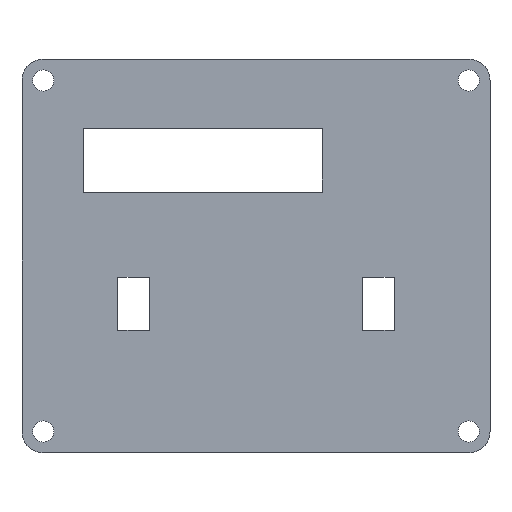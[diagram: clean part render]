
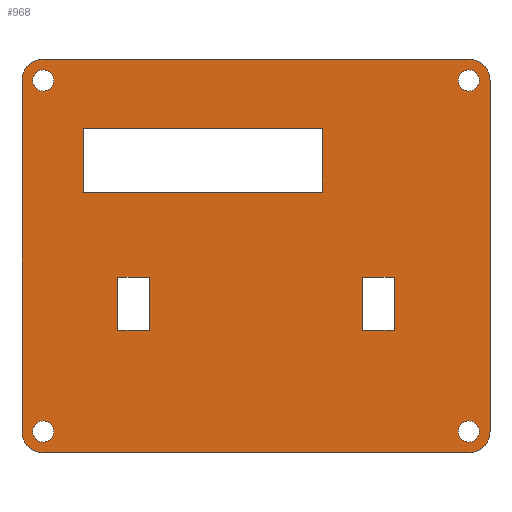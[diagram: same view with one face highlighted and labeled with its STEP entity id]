
A CAD part, top view. The second image highlights one B-rep face of the part: STEP entity #968.
In plain terms, the highlighted planar face has unit normal (0, 0, 1).
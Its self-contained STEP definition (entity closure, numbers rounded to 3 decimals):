
#36=CARTESIAN_POINT('Axis2P3D Location',(-40.,-33.,3.)) ;
#40=CARTESIAN_POINT('Vertex',(-40.,-37.,3.)) ;
#42=CARTESIAN_POINT('Vertex',(-44.,-33.,3.)) ;
#76=CARTESIAN_POINT('Line Origine',(-44.,0.,3.)) ;
#80=CARTESIAN_POINT('Vertex',(-44.,33.,3.)) ;
#107=CARTESIAN_POINT('Axis2P3D Location',(-40.,33.,3.)) ;
#111=CARTESIAN_POINT('Vertex',(-40.,37.,3.)) ;
#138=CARTESIAN_POINT('Line Origine',(0.,37.,3.)) ;
#142=CARTESIAN_POINT('Vertex',(40.,37.,3.)) ;
#169=CARTESIAN_POINT('Axis2P3D Location',(40.,33.,3.)) ;
#173=CARTESIAN_POINT('Vertex',(44.,33.,3.)) ;
#200=CARTESIAN_POINT('Line Origine',(44.,0.,3.)) ;
#204=CARTESIAN_POINT('Vertex',(44.,-33.,3.)) ;
#231=CARTESIAN_POINT('Axis2P3D Location',(40.,-33.,3.)) ;
#235=CARTESIAN_POINT('Vertex',(40.,-37.,3.)) ;
#262=CARTESIAN_POINT('Line Origine',(0.,-37.,3.)) ;
#290=CARTESIAN_POINT('Vertex',(38.,-33.,3.)) ;
#304=CARTESIAN_POINT('Vertex',(42.,-33.,3.)) ;
#307=CARTESIAN_POINT('Axis2P3D Location',(40.,-33.,3.)) ;
#324=CARTESIAN_POINT('Axis2P3D Location',(40.,-33.,3.)) ;
#347=CARTESIAN_POINT('Vertex',(-38.,-33.,3.)) ;
#361=CARTESIAN_POINT('Vertex',(-42.,-33.,3.)) ;
#364=CARTESIAN_POINT('Axis2P3D Location',(-40.,-33.,3.)) ;
#381=CARTESIAN_POINT('Axis2P3D Location',(-40.,-33.,3.)) ;
#404=CARTESIAN_POINT('Vertex',(-38.,33.,3.)) ;
#418=CARTESIAN_POINT('Vertex',(-42.,33.,3.)) ;
#421=CARTESIAN_POINT('Axis2P3D Location',(-40.,33.,3.)) ;
#438=CARTESIAN_POINT('Axis2P3D Location',(-40.,33.,3.)) ;
#461=CARTESIAN_POINT('Vertex',(38.,33.,3.)) ;
#475=CARTESIAN_POINT('Vertex',(42.,33.,3.)) ;
#478=CARTESIAN_POINT('Axis2P3D Location',(40.,33.,3.)) ;
#495=CARTESIAN_POINT('Axis2P3D Location',(40.,33.,3.)) ;
#518=CARTESIAN_POINT('Vertex',(26.,-14.,3.)) ;
#532=CARTESIAN_POINT('Vertex',(20.,-14.,3.)) ;
#535=CARTESIAN_POINT('Line Origine',(23.,-14.,3.)) ;
#558=CARTESIAN_POINT('Vertex',(26.,-4.,3.)) ;
#566=CARTESIAN_POINT('Line Origine',(26.,-9.,3.)) ;
#589=CARTESIAN_POINT('Vertex',(20.,-4.,3.)) ;
#597=CARTESIAN_POINT('Line Origine',(23.,-4.,3.)) ;
#619=CARTESIAN_POINT('Line Origine',(20.,-9.,3.)) ;
#642=CARTESIAN_POINT('Vertex',(-26.,-14.,3.)) ;
#656=CARTESIAN_POINT('Vertex',(-26.,-4.,3.)) ;
#659=CARTESIAN_POINT('Line Origine',(-26.,-9.,3.)) ;
#677=CARTESIAN_POINT('Vertex',(-20.,-14.,3.)) ;
#685=CARTESIAN_POINT('Line Origine',(-23.,-14.,3.)) ;
#708=CARTESIAN_POINT('Vertex',(-20.,-4.,3.)) ;
#716=CARTESIAN_POINT('Line Origine',(-20.,-9.,3.)) ;
#733=CARTESIAN_POINT('Line Origine',(-23.,-4.,3.)) ;
#756=CARTESIAN_POINT('Vertex',(12.5,12.,3.)) ;
#770=CARTESIAN_POINT('Vertex',(-32.5,12.,3.)) ;
#773=CARTESIAN_POINT('Line Origine',(-10.,12.,3.)) ;
#796=CARTESIAN_POINT('Vertex',(12.5,24.,3.)) ;
#804=CARTESIAN_POINT('Line Origine',(12.5,18.,3.)) ;
#827=CARTESIAN_POINT('Vertex',(-32.5,24.,3.)) ;
#835=CARTESIAN_POINT('Line Origine',(-10.,24.,3.)) ;
#857=CARTESIAN_POINT('Line Origine',(-32.5,18.,3.)) ;
#919=CARTESIAN_POINT('Axis2P3D Location',(0.,0.,3.)) ;
#78=VECTOR('Line Direction',#77,1.) ;
#140=VECTOR('Line Direction',#139,1.) ;
#202=VECTOR('Line Direction',#201,1.) ;
#264=VECTOR('Line Direction',#263,1.) ;
#537=VECTOR('Line Direction',#536,1.) ;
#568=VECTOR('Line Direction',#567,1.) ;
#599=VECTOR('Line Direction',#598,1.) ;
#621=VECTOR('Line Direction',#620,1.) ;
#661=VECTOR('Line Direction',#660,1.) ;
#687=VECTOR('Line Direction',#686,1.) ;
#718=VECTOR('Line Direction',#717,1.) ;
#735=VECTOR('Line Direction',#734,1.) ;
#775=VECTOR('Line Direction',#774,1.) ;
#806=VECTOR('Line Direction',#805,1.) ;
#837=VECTOR('Line Direction',#836,1.) ;
#859=VECTOR('Line Direction',#858,1.) ;
#37=DIRECTION('Axis2P3D Direction',(0.,0.,-1.)) ;
#77=DIRECTION('Vector Direction',(0.,1.,0.)) ;
#108=DIRECTION('Axis2P3D Direction',(0.,0.,-1.)) ;
#139=DIRECTION('Vector Direction',(-1.,0.,0.)) ;
#170=DIRECTION('Axis2P3D Direction',(0.,0.,-1.)) ;
#201=DIRECTION('Vector Direction',(0.,-1.,0.)) ;
#232=DIRECTION('Axis2P3D Direction',(0.,0.,-1.)) ;
#263=DIRECTION('Vector Direction',(1.,0.,0.)) ;
#308=DIRECTION('Axis2P3D Direction',(0.,0.,-1.)) ;
#325=DIRECTION('Axis2P3D Direction',(0.,0.,-1.)) ;
#365=DIRECTION('Axis2P3D Direction',(0.,0.,-1.)) ;
#382=DIRECTION('Axis2P3D Direction',(0.,0.,-1.)) ;
#422=DIRECTION('Axis2P3D Direction',(0.,0.,-1.)) ;
#439=DIRECTION('Axis2P3D Direction',(0.,0.,-1.)) ;
#479=DIRECTION('Axis2P3D Direction',(0.,0.,-1.)) ;
#496=DIRECTION('Axis2P3D Direction',(0.,0.,-1.)) ;
#536=DIRECTION('Vector Direction',(1.,0.,0.)) ;
#567=DIRECTION('Vector Direction',(0.,-1.,0.)) ;
#598=DIRECTION('Vector Direction',(-1.,0.,0.)) ;
#620=DIRECTION('Vector Direction',(0.,1.,0.)) ;
#660=DIRECTION('Vector Direction',(0.,-1.,0.)) ;
#686=DIRECTION('Vector Direction',(-1.,0.,0.)) ;
#717=DIRECTION('Vector Direction',(0.,1.,0.)) ;
#734=DIRECTION('Vector Direction',(1.,0.,0.)) ;
#774=DIRECTION('Vector Direction',(1.,0.,0.)) ;
#805=DIRECTION('Vector Direction',(0.,-1.,0.)) ;
#836=DIRECTION('Vector Direction',(-1.,0.,0.)) ;
#858=DIRECTION('Vector Direction',(0.,1.,0.)) ;
#920=DIRECTION('Axis2P3D Direction',(0.,0.,-1.)) ;
#921=DIRECTION('Axis2P3D XDirection',(1.,0.,0.)) ;
#38=AXIS2_PLACEMENT_3D('Circle Axis2P3D',#36,#37,$) ;
#109=AXIS2_PLACEMENT_3D('Circle Axis2P3D',#107,#108,$) ;
#171=AXIS2_PLACEMENT_3D('Circle Axis2P3D',#169,#170,$) ;
#233=AXIS2_PLACEMENT_3D('Circle Axis2P3D',#231,#232,$) ;
#309=AXIS2_PLACEMENT_3D('Circle Axis2P3D',#307,#308,$) ;
#326=AXIS2_PLACEMENT_3D('Circle Axis2P3D',#324,#325,$) ;
#366=AXIS2_PLACEMENT_3D('Circle Axis2P3D',#364,#365,$) ;
#383=AXIS2_PLACEMENT_3D('Circle Axis2P3D',#381,#382,$) ;
#423=AXIS2_PLACEMENT_3D('Circle Axis2P3D',#421,#422,$) ;
#440=AXIS2_PLACEMENT_3D('Circle Axis2P3D',#438,#439,$) ;
#480=AXIS2_PLACEMENT_3D('Circle Axis2P3D',#478,#479,$) ;
#497=AXIS2_PLACEMENT_3D('Circle Axis2P3D',#495,#496,$) ;
#922=AXIS2_PLACEMENT_3D('Plane Axis2P3D',#919,#920,#921) ;
#79=LINE('Line',#76,#78) ;
#141=LINE('Line',#138,#140) ;
#203=LINE('Line',#200,#202) ;
#265=LINE('Line',#262,#264) ;
#538=LINE('Line',#535,#537) ;
#569=LINE('Line',#566,#568) ;
#600=LINE('Line',#597,#599) ;
#622=LINE('Line',#619,#621) ;
#662=LINE('Line',#659,#661) ;
#688=LINE('Line',#685,#687) ;
#719=LINE('Line',#716,#718) ;
#736=LINE('Line',#733,#735) ;
#776=LINE('Line',#773,#775) ;
#807=LINE('Line',#804,#806) ;
#838=LINE('Line',#835,#837) ;
#860=LINE('Line',#857,#859) ;
#39=CIRCLE('generated circle',#38,4.) ;
#110=CIRCLE('generated circle',#109,4.) ;
#172=CIRCLE('generated circle',#171,4.) ;
#234=CIRCLE('generated circle',#233,4.) ;
#310=CIRCLE('generated circle',#309,2.) ;
#327=CIRCLE('generated circle',#326,2.) ;
#367=CIRCLE('generated circle',#366,2.) ;
#384=CIRCLE('generated circle',#383,2.) ;
#424=CIRCLE('generated circle',#423,2.) ;
#441=CIRCLE('generated circle',#440,2.) ;
#481=CIRCLE('generated circle',#480,2.) ;
#498=CIRCLE('generated circle',#497,2.) ;
#923=PLANE('',#922) ;
#937=FACE_BOUND('',#934,.T.) ;
#941=FACE_BOUND('',#938,.T.) ;
#945=FACE_BOUND('',#942,.T.) ;
#949=FACE_BOUND('',#946,.T.) ;
#955=FACE_BOUND('',#950,.T.) ;
#961=FACE_BOUND('',#956,.T.) ;
#967=FACE_BOUND('',#962,.T.) ;
#44=EDGE_CURVE('',#41,#43,#39,.T.) ;
#82=EDGE_CURVE('',#43,#81,#79,.T.) ;
#113=EDGE_CURVE('',#81,#112,#110,.T.) ;
#144=EDGE_CURVE('',#112,#143,#141,.F.) ;
#175=EDGE_CURVE('',#143,#174,#172,.T.) ;
#206=EDGE_CURVE('',#174,#205,#203,.T.) ;
#237=EDGE_CURVE('',#205,#236,#234,.T.) ;
#266=EDGE_CURVE('',#236,#41,#265,.F.) ;
#311=EDGE_CURVE('',#291,#305,#310,.T.) ;
#328=EDGE_CURVE('',#305,#291,#327,.T.) ;
#368=EDGE_CURVE('',#348,#362,#367,.T.) ;
#385=EDGE_CURVE('',#362,#348,#384,.T.) ;
#425=EDGE_CURVE('',#405,#419,#424,.T.) ;
#442=EDGE_CURVE('',#419,#405,#441,.T.) ;
#482=EDGE_CURVE('',#462,#476,#481,.T.) ;
#499=EDGE_CURVE('',#476,#462,#498,.T.) ;
#539=EDGE_CURVE('',#519,#533,#538,.F.) ;
#570=EDGE_CURVE('',#559,#519,#569,.T.) ;
#601=EDGE_CURVE('',#590,#559,#600,.F.) ;
#623=EDGE_CURVE('',#533,#590,#622,.T.) ;
#663=EDGE_CURVE('',#643,#657,#662,.F.) ;
#689=EDGE_CURVE('',#678,#643,#688,.T.) ;
#720=EDGE_CURVE('',#709,#678,#719,.F.) ;
#737=EDGE_CURVE('',#657,#709,#736,.T.) ;
#777=EDGE_CURVE('',#757,#771,#776,.F.) ;
#808=EDGE_CURVE('',#797,#757,#807,.T.) ;
#839=EDGE_CURVE('',#828,#797,#838,.F.) ;
#861=EDGE_CURVE('',#771,#828,#860,.T.) ;
#925=ORIENTED_EDGE('',*,*,#266,.F.) ;
#926=ORIENTED_EDGE('',*,*,#237,.F.) ;
#927=ORIENTED_EDGE('',*,*,#206,.F.) ;
#928=ORIENTED_EDGE('',*,*,#175,.F.) ;
#929=ORIENTED_EDGE('',*,*,#144,.F.) ;
#930=ORIENTED_EDGE('',*,*,#113,.F.) ;
#931=ORIENTED_EDGE('',*,*,#82,.F.) ;
#932=ORIENTED_EDGE('',*,*,#44,.F.) ;
#935=ORIENTED_EDGE('',*,*,#328,.T.) ;
#936=ORIENTED_EDGE('',*,*,#311,.T.) ;
#939=ORIENTED_EDGE('',*,*,#385,.T.) ;
#940=ORIENTED_EDGE('',*,*,#368,.T.) ;
#943=ORIENTED_EDGE('',*,*,#442,.T.) ;
#944=ORIENTED_EDGE('',*,*,#425,.T.) ;
#947=ORIENTED_EDGE('',*,*,#499,.T.) ;
#948=ORIENTED_EDGE('',*,*,#482,.T.) ;
#951=ORIENTED_EDGE('',*,*,#623,.T.) ;
#952=ORIENTED_EDGE('',*,*,#601,.T.) ;
#953=ORIENTED_EDGE('',*,*,#570,.T.) ;
#954=ORIENTED_EDGE('',*,*,#539,.T.) ;
#957=ORIENTED_EDGE('',*,*,#737,.T.) ;
#958=ORIENTED_EDGE('',*,*,#720,.T.) ;
#959=ORIENTED_EDGE('',*,*,#689,.T.) ;
#960=ORIENTED_EDGE('',*,*,#663,.T.) ;
#963=ORIENTED_EDGE('',*,*,#861,.T.) ;
#964=ORIENTED_EDGE('',*,*,#839,.T.) ;
#965=ORIENTED_EDGE('',*,*,#808,.T.) ;
#966=ORIENTED_EDGE('',*,*,#777,.T.) ;
#924=EDGE_LOOP('',(#925,#926,#927,#928,#929,#930,#931,#932)) ;
#934=EDGE_LOOP('',(#935,#936)) ;
#938=EDGE_LOOP('',(#939,#940)) ;
#942=EDGE_LOOP('',(#943,#944)) ;
#946=EDGE_LOOP('',(#947,#948)) ;
#950=EDGE_LOOP('',(#951,#952,#953,#954)) ;
#956=EDGE_LOOP('',(#957,#958,#959,#960)) ;
#962=EDGE_LOOP('',(#963,#964,#965,#966)) ;
#41=VERTEX_POINT('',#40) ;
#43=VERTEX_POINT('',#42) ;
#81=VERTEX_POINT('',#80) ;
#112=VERTEX_POINT('',#111) ;
#143=VERTEX_POINT('',#142) ;
#174=VERTEX_POINT('',#173) ;
#205=VERTEX_POINT('',#204) ;
#236=VERTEX_POINT('',#235) ;
#291=VERTEX_POINT('',#290) ;
#305=VERTEX_POINT('',#304) ;
#348=VERTEX_POINT('',#347) ;
#362=VERTEX_POINT('',#361) ;
#405=VERTEX_POINT('',#404) ;
#419=VERTEX_POINT('',#418) ;
#462=VERTEX_POINT('',#461) ;
#476=VERTEX_POINT('',#475) ;
#519=VERTEX_POINT('',#518) ;
#533=VERTEX_POINT('',#532) ;
#559=VERTEX_POINT('',#558) ;
#590=VERTEX_POINT('',#589) ;
#643=VERTEX_POINT('',#642) ;
#657=VERTEX_POINT('',#656) ;
#678=VERTEX_POINT('',#677) ;
#709=VERTEX_POINT('',#708) ;
#757=VERTEX_POINT('',#756) ;
#771=VERTEX_POINT('',#770) ;
#797=VERTEX_POINT('',#796) ;
#828=VERTEX_POINT('',#827) ;
#968=ADVANCED_FACE('PartBody',(#933,#937,#941,#945,#949,#955,#961,#967),#923,.F.) ;
#933=FACE_OUTER_BOUND('',#924,.T.) ;
